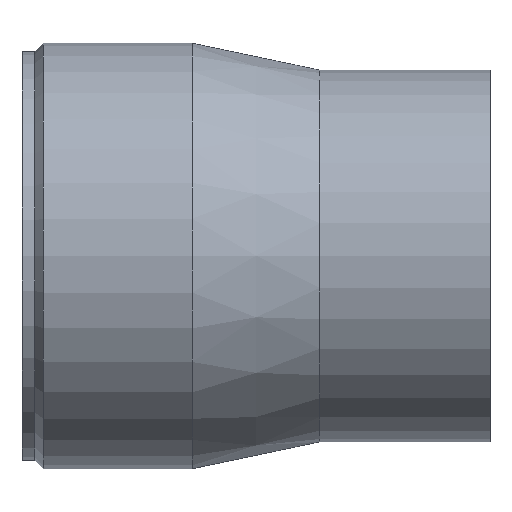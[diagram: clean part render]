
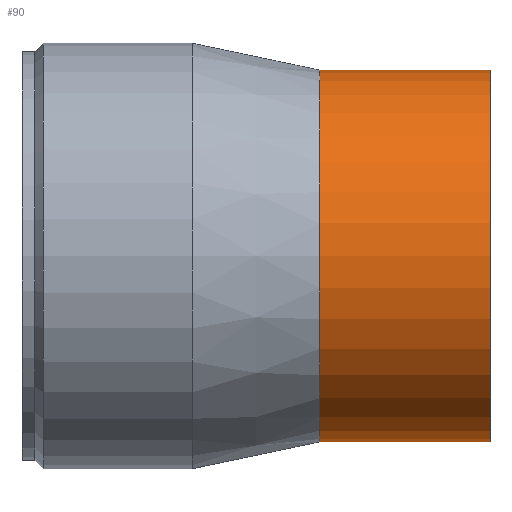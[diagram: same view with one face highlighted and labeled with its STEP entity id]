
A CAD part, top view. The second image highlights one B-rep face of the part: STEP entity #90.
In plain terms, the highlighted cylindrical face has radius 21.85 mm (diameter 43.7 mm), a partial arc.
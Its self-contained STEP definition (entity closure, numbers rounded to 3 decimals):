
#90 = ADVANCED_FACE( '', ( #131 ), #132, .T. );
#131 = FACE_OUTER_BOUND( '', #179, .T. );
#132 = CYLINDRICAL_SURFACE( '', #180, 21.85 );
#179 = EDGE_LOOP( '', ( #299, #300, #301, #302 ) );
#180 = AXIS2_PLACEMENT_3D( '', #303, #304, #305 );
#299 = ORIENTED_EDGE( '', *, *, #365, .T. );
#300 = ORIENTED_EDGE( '', *, *, #386, .F. );
#301 = ORIENTED_EDGE( '', *, *, #367, .T. );
#302 = ORIENTED_EDGE( '', *, *, #385, .T. );
#303 = CARTESIAN_POINT( '', ( 10., 0., 0. ) );
#304 = DIRECTION( '', ( 1., 0., 0. ) );
#305 = DIRECTION( '', ( 0., 1., 0. ) );
#365 = EDGE_CURVE( '', #423, #418, #424, .T. );
#367 = EDGE_CURVE( '', #420, #425, #427, .T. );
#385 = EDGE_CURVE( '', #425, #423, #455, .T. );
#386 = EDGE_CURVE( '', #420, #418, #456, .T. );
#418 = VERTEX_POINT( '', #496 );
#420 = VERTEX_POINT( '', #499 );
#423 = VERTEX_POINT( '', #503 );
#424 = LINE( '', #504, #505 );
#425 = VERTEX_POINT( '', #506 );
#427 = LINE( '', #508, #509 );
#455 = CIRCLE( '', #543, 21.85 );
#456 = CIRCLE( '', #544, 21.85 );
#496 = CARTESIAN_POINT( '', ( 0., 21.85, 0. ) );
#499 = CARTESIAN_POINT( '', ( 0., -21.85, 0. ) );
#503 = CARTESIAN_POINT( '', ( 20., 21.85, 0. ) );
#504 = CARTESIAN_POINT( '', ( 10., 21.85, 0. ) );
#505 = VECTOR( '', #581, 1. );
#506 = CARTESIAN_POINT( '', ( 20., -21.85, 0. ) );
#508 = CARTESIAN_POINT( '', ( 10., -21.85, 0. ) );
#509 = VECTOR( '', #585, 1. );
#543 = AXIS2_PLACEMENT_3D( '', #625, #626, #627 );
#544 = AXIS2_PLACEMENT_3D( '', #628, #629, #630 );
#581 = DIRECTION( '', ( -1., 0., 0. ) );
#585 = DIRECTION( '', ( 1., 0., 0. ) );
#625 = CARTESIAN_POINT( '', ( 20., 0., 0. ) );
#626 = DIRECTION( '', ( -1., 0., 0. ) );
#627 = DIRECTION( '', ( 0., 1., 0. ) );
#628 = CARTESIAN_POINT( '', ( 0., 0., 0. ) );
#629 = DIRECTION( '', ( -1., 0., 0. ) );
#630 = DIRECTION( '', ( 0., 1., 0. ) );
